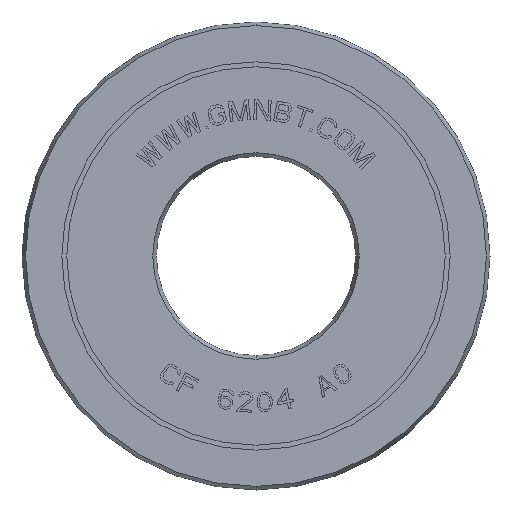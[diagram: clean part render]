
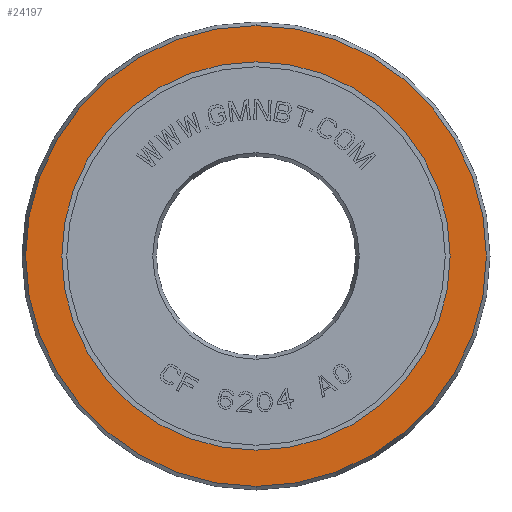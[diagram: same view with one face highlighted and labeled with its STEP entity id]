
A CAD part, front view. The second image highlights one B-rep face of the part: STEP entity #24197.
In plain terms, the highlighted planar face has unit normal (0, -1, 0).
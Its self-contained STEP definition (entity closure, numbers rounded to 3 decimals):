
#23716=CARTESIAN_POINT('',(0.,-3.,0.));
#23717=DIRECTION('',(0.,1.,0.));
#23718=DIRECTION('',(0.,0.,-1.));
#23719=AXIS2_PLACEMENT_3D('',#23716,#23717,#23718);
#23724=CARTESIAN_POINT('',(0.,-3.,0.));
#23725=DIRECTION('',(0.,-1.,0.));
#23726=DIRECTION('',(0.,0.,-1.));
#23727=AXIS2_PLACEMENT_3D('',#23724,#23725,#23726);
#23732=CARTESIAN_POINT('',(0.,-3.,0.));
#23733=DIRECTION('',(0.,-1.,0.));
#23734=DIRECTION('',(0.,0.,-1.));
#23735=AXIS2_PLACEMENT_3D('',#23732,#23733,#23734);
#23754=CARTESIAN_POINT('',(0.,-3.,0.));
#23755=DIRECTION('',(0.,1.,0.));
#23756=DIRECTION('',(0.,0.,-1.));
#23757=AXIS2_PLACEMENT_3D('',#23754,#23755,#23756);
#23793=CARTESIAN_POINT('',(0.,-3.,-19.5));
#23795=VERTEX_POINT('',#23793);
#23796=CARTESIAN_POINT('',(0.,-3.,-23.136));
#23798=VERTEX_POINT('',#23796);
#23809=CARTESIAN_POINT('',(0.,-3.,19.5));
#23811=VERTEX_POINT('',#23809);
#23812=CARTESIAN_POINT('',(0.,-3.,23.136));
#23814=VERTEX_POINT('',#23812);
#24182=CARTESIAN_POINT('',(0.,-3.,0.));
#24183=DIRECTION('',(0.,-1.,0.));
#24184=DIRECTION('',(0.,0.,1.));
#24185=AXIS2_PLACEMENT_3D('',#24182,#24183,#24184);
#24186=PLANE('',#24185);
#24188=ORIENTED_EDGE('',*,*,#24187,.F.);
#24190=ORIENTED_EDGE('',*,*,#24189,.T.);
#24191=EDGE_LOOP('',(#24188,#24190));
#24192=FACE_OUTER_BOUND('',#24191,.F.);
#24193=ORIENTED_EDGE('',*,*,#24175,.F.);
#24194=ORIENTED_EDGE('',*,*,#24164,.T.);
#24195=EDGE_LOOP('',(#24193,#24194));
#24196=FACE_BOUND('',#24195,.F.);
#23720=CIRCLE('',#23719,19.5);
#23728=CIRCLE('',#23727,19.5);
#23736=CIRCLE('',#23735,23.136);
#23758=CIRCLE('',#23757,23.136);
#24164=EDGE_CURVE('',#23795,#23811,#23728,.T.);
#24175=EDGE_CURVE('',#23795,#23811,#23720,.T.);
#24187=EDGE_CURVE('',#23798,#23814,#23736,.T.);
#24189=EDGE_CURVE('',#23798,#23814,#23758,.T.);
#24197=ADVANCED_FACE('',(#24192,#24196),#24186,.T.);
